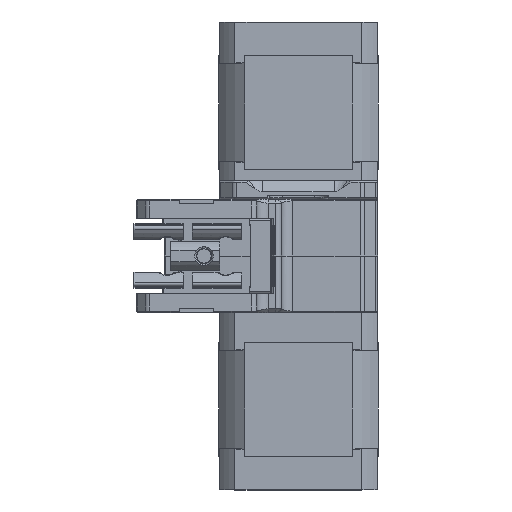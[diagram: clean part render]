
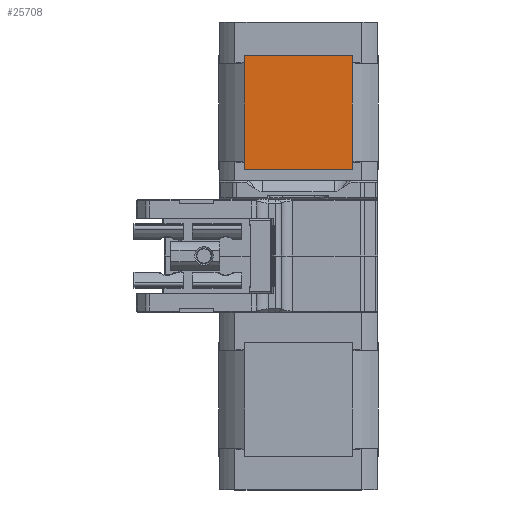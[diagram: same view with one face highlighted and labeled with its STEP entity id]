
A CAD part, left-side view. The second image highlights one B-rep face of the part: STEP entity #25708.
In plain terms, the highlighted face is planar.
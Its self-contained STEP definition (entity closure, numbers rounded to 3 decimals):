
#1998=PLANE('',#28374);
#3284=FACE_OUTER_BOUND('',#4847,.T.);
#4847=EDGE_LOOP('',(#22428,#22429,#22430,#22431,#22432,#22433,#22434,#22435,
#22436,#22437,#22438,#22439));
#6850=LINE('',#45100,#9079);
#6856=LINE('',#45130,#9085);
#6868=LINE('',#45168,#9097);
#6870=LINE('',#45173,#9099);
#6872=LINE('',#45179,#9101);
#6930=LINE('',#45385,#9159);
#6931=LINE('',#45390,#9160);
#6932=LINE('',#45394,#9161);
#6934=LINE('',#45402,#9163);
#6936=LINE('',#45406,#9165);
#6937=LINE('',#45408,#9166);
#6946=LINE('',#45439,#9175);
#9079=VECTOR('',#34529,5.724);
#9085=VECTOR('',#34553,30.2);
#9097=VECTOR('',#34593,0.1);
#9099=VECTOR('',#34597,5.724);
#9101=VECTOR('',#34603,0.1);
#9159=VECTOR('',#34801,30.2);
#9160=VECTOR('',#34808,17.012);
#9161=VECTOR('',#34813,0.1);
#9163=VECTOR('',#34819,0.1);
#9165=VECTOR('',#34825,5.724);
#9166=VECTOR('',#34828,5.724);
#9175=VECTOR('',#34863,17.012);
#12539=VERTEX_POINT('',#45097);
#12540=VERTEX_POINT('',#45099);
#12549=VERTEX_POINT('',#45129);
#12561=VERTEX_POINT('',#45166);
#12563=VERTEX_POINT('',#45172);
#12565=VERTEX_POINT('',#45178);
#12630=VERTEX_POINT('',#45382);
#12631=VERTEX_POINT('',#45384);
#12632=VERTEX_POINT('',#45388);
#12633=VERTEX_POINT('',#45392);
#12636=VERTEX_POINT('',#45399);
#12637=VERTEX_POINT('',#45401);
#15849=EDGE_CURVE('',#12539,#12540,#6850,.T.);
#15862=EDGE_CURVE('',#12540,#12549,#6856,.T.);
#15882=EDGE_CURVE('',#12539,#12561,#6868,.T.);
#15884=EDGE_CURVE('',#12549,#12563,#6870,.T.);
#15887=EDGE_CURVE('',#12565,#12563,#6872,.T.);
#15984=EDGE_CURVE('',#12631,#12630,#6930,.T.);
#15987=EDGE_CURVE('',#12561,#12632,#6931,.T.);
#15989=EDGE_CURVE('',#12632,#12633,#6932,.T.);
#15992=EDGE_CURVE('',#12637,#12636,#6934,.T.);
#15995=EDGE_CURVE('',#12630,#12637,#6936,.T.);
#15996=EDGE_CURVE('',#12633,#12631,#6937,.T.);
#16011=EDGE_CURVE('',#12636,#12565,#6946,.T.);
#22428=ORIENTED_EDGE('',*,*,#15987,.T.);
#22429=ORIENTED_EDGE('',*,*,#15989,.T.);
#22430=ORIENTED_EDGE('',*,*,#15996,.T.);
#22431=ORIENTED_EDGE('',*,*,#15984,.T.);
#22432=ORIENTED_EDGE('',*,*,#15995,.T.);
#22433=ORIENTED_EDGE('',*,*,#15992,.T.);
#22434=ORIENTED_EDGE('',*,*,#16011,.T.);
#22435=ORIENTED_EDGE('',*,*,#15887,.T.);
#22436=ORIENTED_EDGE('',*,*,#15884,.F.);
#22437=ORIENTED_EDGE('',*,*,#15862,.F.);
#22438=ORIENTED_EDGE('',*,*,#15849,.F.);
#22439=ORIENTED_EDGE('',*,*,#15882,.T.);
#25708=ADVANCED_FACE('',(#3284),#1998,.T.);
#28374=AXIS2_PLACEMENT_3D('',#45438,#34861,#34862);
#34529=DIRECTION('',(0.,1.,0.));
#34553=DIRECTION('',(0.,0.,-1.));
#34593=DIRECTION('',(0.,0.,1.));
#34597=DIRECTION('',(0.,-1.,0.));
#34603=DIRECTION('',(0.,0.,1.));
#34801=DIRECTION('',(0.,0.,-1.));
#34808=DIRECTION('',(0.,-1.,0.));
#34813=DIRECTION('',(0.,0.,-1.));
#34819=DIRECTION('',(0.,0.,-1.));
#34825=DIRECTION('',(0.,1.,0.));
#34828=DIRECTION('',(0.,-1.,0.));
#34861=DIRECTION('center_axis',(1.,0.,0.));
#34862=DIRECTION('ref_axis',(0.,0.,
-1.));
#34863=DIRECTION('',(0.,1.,0.));
#45097=CARTESIAN_POINT('',(21.1,8.506,10.66));
#45099=CARTESIAN_POINT('',(21.1,14.23,10.66));
#45100=CARTESIAN_POINT('',(21.1,8.506,10.66));
#45129=CARTESIAN_POINT('',(21.1,14.23,-19.54));
#45130=CARTESIAN_POINT('',(21.1,14.23,10.66));
#45166=CARTESIAN_POINT('',(21.1,8.506,10.76));
#45168=CARTESIAN_POINT('',(21.1,8.506,10.66));
#45172=CARTESIAN_POINT('',(21.1,8.506,-19.54));
#45173=CARTESIAN_POINT('',(21.1,14.23,-19.54));
#45178=CARTESIAN_POINT('',(21.1,8.506,-19.64));
#45179=CARTESIAN_POINT('',(21.1,8.506,-19.64));
#45382=CARTESIAN_POINT('',(21.1,-14.23,-19.54));
#45384=CARTESIAN_POINT('',(21.1,-14.23,10.66));
#45385=CARTESIAN_POINT('',(21.1,-14.23,10.66));
#45388=CARTESIAN_POINT('',(21.1,-8.506,10.76));
#45390=CARTESIAN_POINT('',(21.1,8.506,10.76));
#45392=CARTESIAN_POINT('',(21.1,-8.506,10.66));
#45394=CARTESIAN_POINT('',(21.1,-8.506,10.76));
#45399=CARTESIAN_POINT('',(21.1,-8.506,-19.64));
#45401=CARTESIAN_POINT('',(21.1,-8.506,-19.54));
#45402=CARTESIAN_POINT('',(21.1,-8.506,-19.54));
#45406=CARTESIAN_POINT('',(21.1,-14.23,-19.54));
#45408=CARTESIAN_POINT('',(21.1,-8.506,10.66));
#45438=CARTESIAN_POINT('Origin',(21.1,-14.231,10.761));
#45439=CARTESIAN_POINT('',(21.1,-8.506,-19.64));
